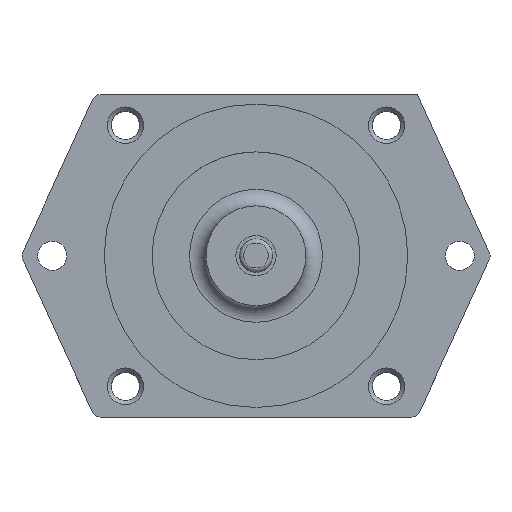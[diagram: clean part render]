
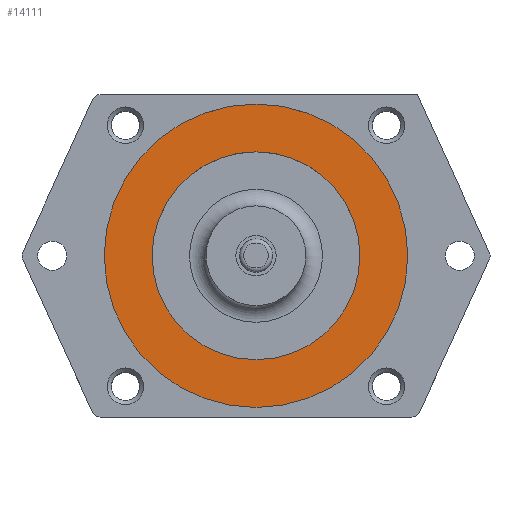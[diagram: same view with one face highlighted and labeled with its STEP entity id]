
A CAD part, top view. The second image highlights one B-rep face of the part: STEP entity #14111.
In plain terms, the highlighted planar face has unit normal (0, 0, 1).
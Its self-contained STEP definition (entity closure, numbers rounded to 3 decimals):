
#12314 = CYLINDRICAL_SURFACE('',#12315,18.25);
#12315 = AXIS2_PLACEMENT_3D('',#12316,#12317,#12318);
#12316 = CARTESIAN_POINT('',(0.,0.,33.2
    ));
#12317 = DIRECTION('',(0.,0.,1.));
#12318 = DIRECTION('',(1.,0.,0.));
#13227 = VERTEX_POINT('',#13228);
#13228 = CARTESIAN_POINT('',(18.25,0.,32.8));
#13249 = EDGE_CURVE('',#13227,#13227,#13250,.T.);
#13250 = SURFACE_CURVE('',#13251,(#13256,#13263),.PCURVE_S1.);
#13251 = CIRCLE('',#13252,18.25);
#13252 = AXIS2_PLACEMENT_3D('',#13253,#13254,#13255);
#13253 = CARTESIAN_POINT('',(0.,0.,32.8
    ));
#13254 = DIRECTION('',(0.,0.,1.));
#13255 = DIRECTION('',(1.,0.,0.));
#13256 = PCURVE('',#12314,#13257);
#13257 = DEFINITIONAL_REPRESENTATION('',(#13258),#13262);
#13258 = LINE('',#13259,#13260);
#13259 = CARTESIAN_POINT('',(0.,-0.4));
#13260 = VECTOR('',#13261,1.);
#13261 = DIRECTION('',(1.,0.));
#13262 = ( GEOMETRIC_REPRESENTATION_CONTEXT(2) 
PARAMETRIC_REPRESENTATION_CONTEXT() REPRESENTATION_CONTEXT('2D SPACE',''
  ) );
#13263 = PCURVE('',#13264,#13269);
#13264 = PLANE('',#13265);
#13265 = AXIS2_PLACEMENT_3D('',#13266,#13267,#13268);
#13266 = CARTESIAN_POINT('',(0.,0.,32.8
    ));
#13267 = DIRECTION('',(0.,0.,1.));
#13268 = DIRECTION('',(1.,0.,0.));
#13269 = DEFINITIONAL_REPRESENTATION('',(#13270),#13274);
#13270 = CIRCLE('',#13271,18.25);
#13271 = AXIS2_PLACEMENT_2D('',#13272,#13273);
#13272 = CARTESIAN_POINT('',(0.,0.));
#13273 = DIRECTION('',(1.,0.));
#13274 = ( GEOMETRIC_REPRESENTATION_CONTEXT(2) 
PARAMETRIC_REPRESENTATION_CONTEXT() REPRESENTATION_CONTEXT('2D SPACE',''
  ) );
#14111 = ADVANCED_FACE('',(#14112,#14115),#13264,.T.);
#14112 = FACE_BOUND('',#14113,.T.);
#14113 = EDGE_LOOP('',(#14114));
#14114 = ORIENTED_EDGE('',*,*,#13249,.T.);
#14115 = FACE_BOUND('',#14116,.T.);
#14116 = EDGE_LOOP('',(#14117));
#14117 = ORIENTED_EDGE('',*,*,#14118,.F.);
#14118 = EDGE_CURVE('',#14119,#14119,#14121,.T.);
#14119 = VERTEX_POINT('',#14120);
#14120 = CARTESIAN_POINT('',(12.5,0.,32.8));
#14121 = SURFACE_CURVE('',#14122,(#14127,#14134),.PCURVE_S1.);
#14122 = CIRCLE('',#14123,12.5);
#14123 = AXIS2_PLACEMENT_3D('',#14124,#14125,#14126);
#14124 = CARTESIAN_POINT('',(0.,0.,32.8));
#14125 = DIRECTION('',(0.,0.,1.));
#14126 = DIRECTION('',(1.,0.,0.));
#14127 = PCURVE('',#13264,#14128);
#14128 = DEFINITIONAL_REPRESENTATION('',(#14129),#14133);
#14129 = CIRCLE('',#14130,12.5);
#14130 = AXIS2_PLACEMENT_2D('',#14131,#14132);
#14131 = CARTESIAN_POINT('',(0.,0.));
#14132 = DIRECTION('',(1.,0.));
#14133 = ( GEOMETRIC_REPRESENTATION_CONTEXT(2) 
PARAMETRIC_REPRESENTATION_CONTEXT() REPRESENTATION_CONTEXT('2D SPACE',''
  ) );
#14134 = PCURVE('',#14135,#14140);
#14135 = CYLINDRICAL_SURFACE('',#14136,12.5);
#14136 = AXIS2_PLACEMENT_3D('',#14137,#14138,#14139);
#14137 = CARTESIAN_POINT('',(0.,0.,32.8));
#14138 = DIRECTION('',(0.,0.,1.));
#14139 = DIRECTION('',(1.,0.,0.));
#14140 = DEFINITIONAL_REPRESENTATION('',(#14141),#14145);
#14141 = LINE('',#14142,#14143);
#14142 = CARTESIAN_POINT('',(0.,0.));
#14143 = VECTOR('',#14144,1.);
#14144 = DIRECTION('',(1.,0.));
#14145 = ( GEOMETRIC_REPRESENTATION_CONTEXT(2) 
PARAMETRIC_REPRESENTATION_CONTEXT() REPRESENTATION_CONTEXT('2D SPACE',''
  ) );
